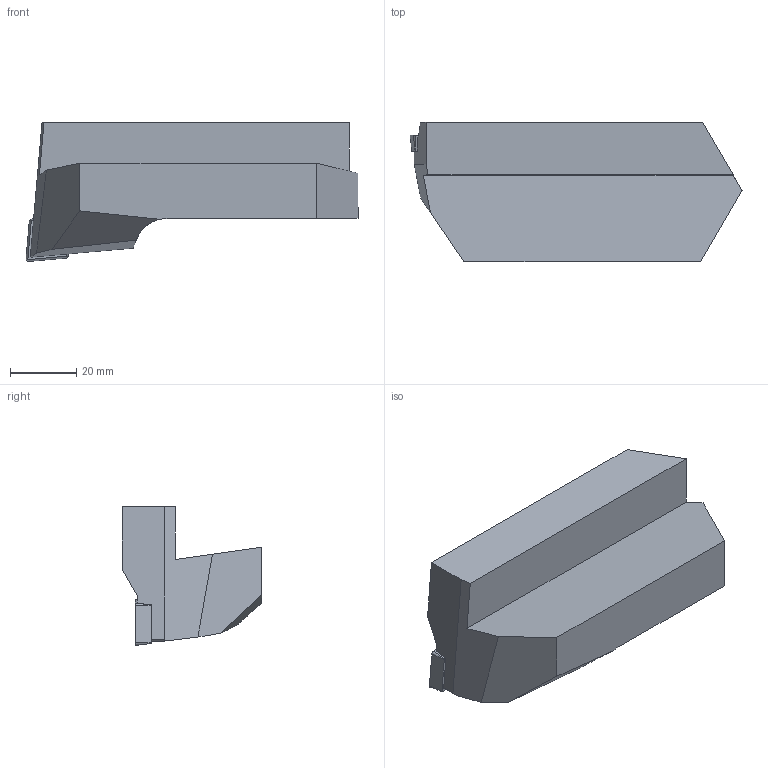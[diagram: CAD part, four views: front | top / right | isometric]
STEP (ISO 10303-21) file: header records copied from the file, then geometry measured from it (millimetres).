
FILE_DESCRIPTION(/* description */ (''),/* implementation_level */ '2;1');
FILE_NAME(/* name */ '1564494215007.stp',/* time_stamp */ '2019-07-30T15:43:41+02:00',/* author */ (''),/* organization */ ('SMS'),/* preprocessor_version */ 'ST-DEVELOPER v16.7',/* originating_system */ 'SIEMENS PLM Software NX 12.0',/* authorisation */ '');
FILE_SCHEMA (('AUTOMOTIVE_DESIGN { 1 0 10303 214 3 1 1 1 }'));
Length unit declared in the file: millimetre
Products named in the file (4): IsoTurningInsert; 202491493mod000_00; ASSEMBLY_CONSTRUCTION; 111173715mod000_01
Assembly tree (3 placements, depth 2):
  111173715mod000_01
    ASSEMBLY_CONSTRUCTION
    202491493mod000_00
    IsoTurningInsert
Bounding box: 100.37 x 42.25 x 42 mm (x, y, z)
Volume: 81927.5 mm3; surface area: 15702 mm2
Topology: 2 solids, 2 shells, 41 faces, 107 edges, 78 vertices
Faces by surface type: plane 27, cone 6, cylinder 4, torus 4
Full cylindrical faces by diameter (mm): 5.5 x2
Entity records: 1427 total; most frequent: CARTESIAN_POINT 279, DIRECTION 219, ORIENTED_EDGE 188, EDGE_CURVE 94, AXIS2_PLACEMENT_3D 75, LINE 69, VECTOR 69, VERTEX_POINT 66
